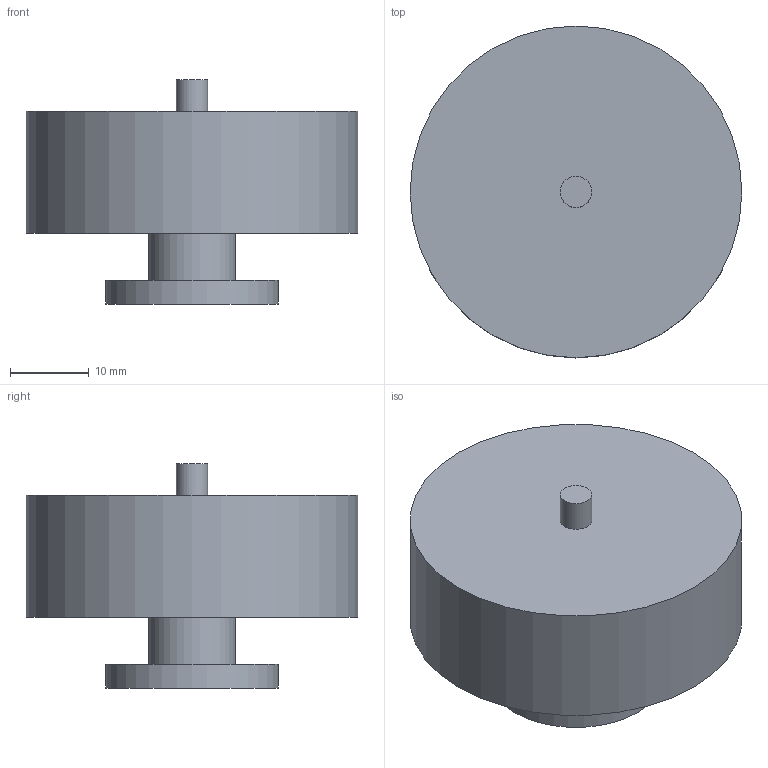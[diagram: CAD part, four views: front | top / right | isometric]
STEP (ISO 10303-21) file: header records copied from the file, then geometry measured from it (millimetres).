
FILE_DESCRIPTION(/* description */ (''),/* implementation_level */ '2;1');
FILE_NAME(/* name */ 'D4215_Basic .step',/* time_stamp */ '2023-05-17T14:39:55-04:00',/* author */ (''),/* organization */ (''),/* preprocessor_version */ 'ST-DEVELOPER v19.2',/* originating_system */ 'Autodesk Translation Framework v12.4.0.73',/* authorisation */ '');
FILE_SCHEMA (('AUTOMOTIVE_DESIGN { 1 0 10303 214 3 1 1 }'));
Length unit declared in the file: millimetre
Products named in the file (1): D4215_Basic
Bounding box: 42.2 x 42.2 x 28.5 mm (x, y, z)
Volume: 13781.7 mm3; surface area: 8365.8 mm2
Topology: 1 solids, 1 shells, 17 faces, 30 edges, 20 vertices
Faces by surface type: cylinder 10, plane 7
Full cylindrical faces by diameter (mm): 2 x4, 4 x1, 11 x1, 22 x1, 22.361 x1, 38.21 x1, 42.2 x1
Entity records: 488 total; most frequent: DIRECTION 86, CARTESIAN_POINT 68, ORIENTED_EDGE 60, AXIS2_PLACEMENT_3D 38, EDGE_LOOP 30, EDGE_CURVE 30, CIRCLE 20, VERTEX_POINT 20
